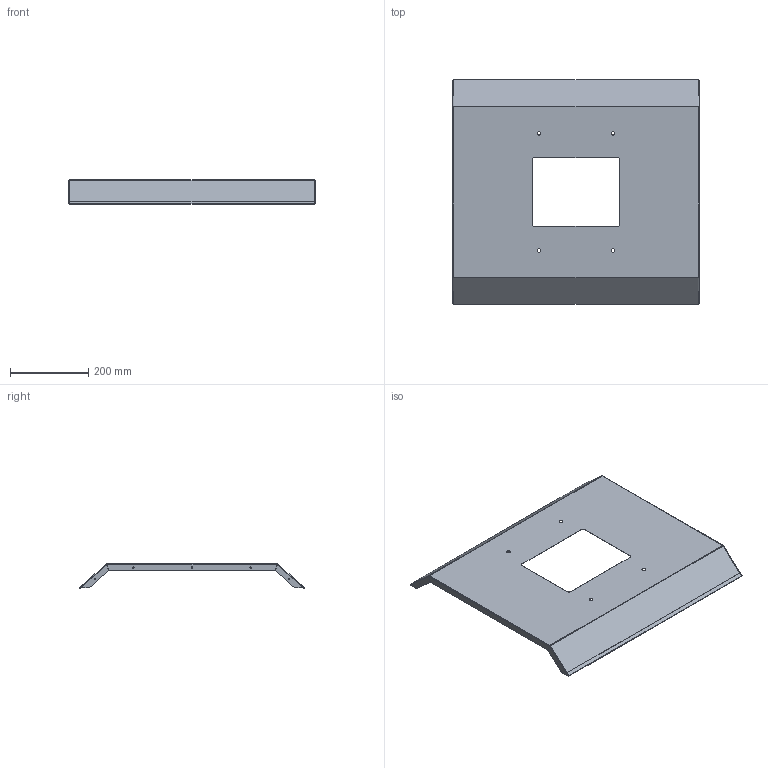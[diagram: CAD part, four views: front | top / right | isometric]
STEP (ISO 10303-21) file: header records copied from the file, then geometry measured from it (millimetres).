
FILE_DESCRIPTION (( 'STEP AP203' ), '1' );
FILE_NAME ('MMP.01.00.00.001 Cover.STEP', '2023-02-14T08:31:47', ( '' ), ( '' ), 'SwSTEP 2.0', 'SolidWorks 2017', '' );
FILE_SCHEMA (( 'CONFIG_CONTROL_DESIGN' ));
Length unit declared in the file: millimetre
Products named in the file (1): MMP.01.00.00.001 Cover
Bounding box: 630.7 x 575.63 x 62.69 mm (x, y, z)
Volume: 306643.2 mm3; surface area: 769544.7 mm2
Topology: 1 solids, 1 shells, 122 faces, 280 edges, 160 vertices
Faces by surface type: plane 58, cylinder 52, bspline 12
Entity records: 4097 total; most frequent: CARTESIAN_POINT 1263, ORIENTED_EDGE 560, DIRECTION 558, EDGE_CURVE 280, AXIS2_PLACEMENT_3D 191, LINE 176, VECTOR 176, VERTEX_POINT 160
